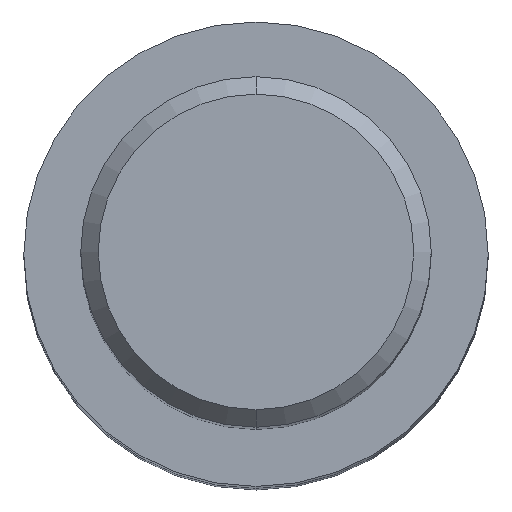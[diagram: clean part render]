
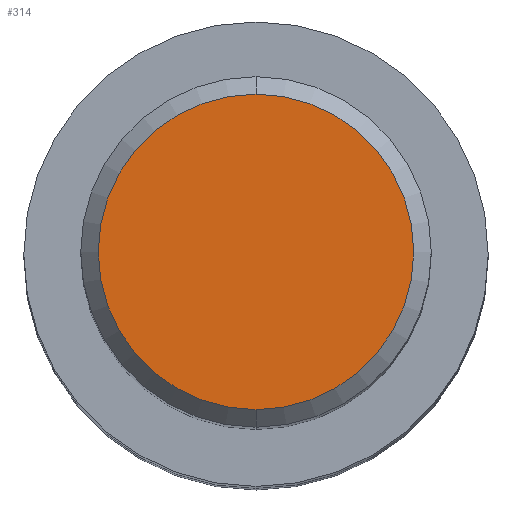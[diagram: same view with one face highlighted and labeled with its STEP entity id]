
A CAD part, top view. The second image highlights one B-rep face of the part: STEP entity #314.
In plain terms, the highlighted planar face has unit normal (0, 0, 1).
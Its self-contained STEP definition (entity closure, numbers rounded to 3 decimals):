
#172=EDGE_CURVE('',#236,#254,#465,.T.);
#236=VERTEX_POINT('',#536);
#254=VERTEX_POINT('',#554);
#288=EDGE_CURVE('',#254,#236,#593,.T.);
#314=ADVANCED_FACE('',(#621),#622,.T.);
#465=CIRCLE('',#780,5.4);
#536=CARTESIAN_POINT('',(0.,-5.4,0.0));
#554=CARTESIAN_POINT('',(0.0,5.4,0.0));
#593=CIRCLE('',#1108,5.4);
#621=FACE_OUTER_BOUND('',#1170,.T.);
#622=PLANE('',#1171);
#780=AXIS2_PLACEMENT_3D('',#1450,#1451,#1452);
#1108=AXIS2_PLACEMENT_3D('',#1593,#1594,#1595);
#1170=EDGE_LOOP('',(#1623,#1624));
#1171=AXIS2_PLACEMENT_3D('',#1625,#1626,#1627);
#1450=CARTESIAN_POINT('',(0.0,0.0,0.0));
#1451=DIRECTION('',(0.0,0.0,-1.0));
#1452=DIRECTION('',(0.0,1.0,0.0));
#1593=CARTESIAN_POINT('',(0.0,0.0,0.0));
#1594=DIRECTION('',(0.0,0.0,-1.0));
#1595=DIRECTION('',(0.0,1.0,0.0));
#1623=ORIENTED_EDGE('',*,*,#288,.F.);
#1624=ORIENTED_EDGE('',*,*,#172,.F.);
#1625=CARTESIAN_POINT('',(0.0,2.7,0.0));
#1626=DIRECTION('',(-0.0,0.0,1.0));
#1627=DIRECTION('',(0.0,-1.0,0.0));
